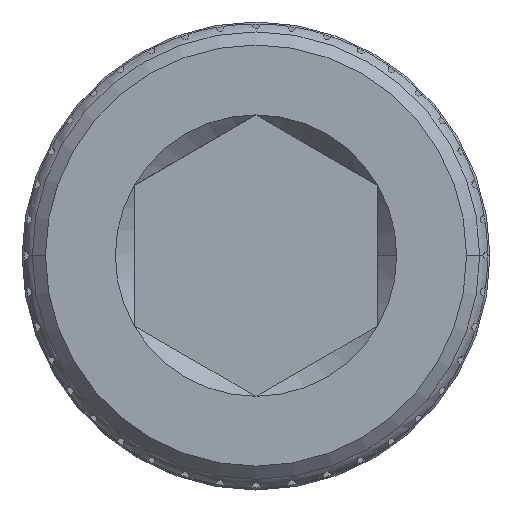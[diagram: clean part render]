
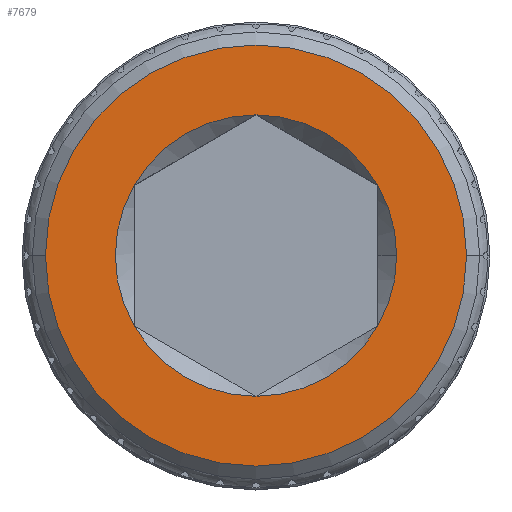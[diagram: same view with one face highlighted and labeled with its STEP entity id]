
A CAD part, top view. The second image highlights one B-rep face of the part: STEP entity #7679.
In plain terms, the highlighted planar face has unit normal (0, 0, 1).
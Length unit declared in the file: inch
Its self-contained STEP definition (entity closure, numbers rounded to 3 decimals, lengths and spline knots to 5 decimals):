
#322 = CARTESIAN_POINT ( 'NONE',  ( -0.07031, 0.04059, 0.832 ) ) ;
#411 = CARTESIAN_POINT ( 'NONE',  ( 0., 0.08119, 0.832 ) ) ;
#498 = DIRECTION ( 'NONE',  ( 1., 0., 0. ) ) ;
#533 = ORIENTED_EDGE ( 'NONE', *, *, #11325, .F. ) ;
#589 = DIRECTION ( 'NONE',  ( 0., 0., 1. ) ) ;
#603 = CARTESIAN_POINT ( 'NONE',  ( 0., 0., 0.832 ) ) ;
#700 = EDGE_LOOP ( 'NONE', ( #10498, #11008 ) ) ;
#718 = DIRECTION ( 'NONE',  ( 0., 0., 1. ) ) ;
#735 = PLANE ( 'NONE',  #1699 ) ;
#1026 = DIRECTION ( 'NONE',  ( 0., 0., 1. ) ) ;
#1399 = EDGE_CURVE ( 'NONE', #12080, #12939, #12660, .T. ) ;
#1636 = ORIENTED_EDGE ( 'NONE', *, *, #10301, .F. ) ;
#1699 = AXIS2_PLACEMENT_3D ( 'NONE', #603, #8094, #8003 ) ;
#1762 = DIRECTION ( 'NONE',  ( 1., 0., 0. ) ) ;
#1778 = EDGE_LOOP ( 'NONE', ( #11659, #1636, #13519, #533, #8037, #8923, #6207 ) ) ;
#1812 = DIRECTION ( 'NONE',  ( -1., 0., 0. ) ) ;
#1999 = CARTESIAN_POINT ( 'NONE',  ( 0., 0., 0.832 ) ) ;
#2031 = DIRECTION ( 'NONE',  ( 1., 0., 0. ) ) ;
#2055 = AXIS2_PLACEMENT_3D ( 'NONE', #11367, #1026, #2031 ) ;
#2338 = FACE_OUTER_BOUND ( 'NONE', #700, .T. ) ;
#2834 = DIRECTION ( 'NONE',  ( 1., 0., 0. ) ) ;
#3451 = VERTEX_POINT ( 'NONE', #4756 ) ;
#3591 = CARTESIAN_POINT ( 'NONE',  ( 0., 0., 0.832 ) ) ;
#3605 = CARTESIAN_POINT ( 'NONE',  ( 0.07031, 0.04059, 0.832 ) ) ;
#3714 = DIRECTION ( 'NONE',  ( 1., 0., 0. ) ) ;
#3852 = DIRECTION ( 'NONE',  ( 0., 0., 1. ) ) ;
#3911 = CARTESIAN_POINT ( 'NONE',  ( 0., -0.08119, 0.832 ) ) ;
#3928 = AXIS2_PLACEMENT_3D ( 'NONE', #11321, #9207, #2834 ) ;
#3994 = DIRECTION ( 'NONE',  ( -1., 0., 0. ) ) ;
#4083 = DIRECTION ( 'NONE',  ( 0., 0., 1. ) ) ;
#4209 = VERTEX_POINT ( 'NONE', #10211 ) ;
#4518 = AXIS2_PLACEMENT_3D ( 'NONE', #4669, #589, #498 ) ;
#4669 = CARTESIAN_POINT ( 'NONE',  ( 0., 0., 0.832 ) ) ;
#4756 = CARTESIAN_POINT ( 'NONE',  ( 0.08119, 0., 0.832 ) ) ;
#4838 = CIRCLE ( 'NONE', #4518, 0.08119 ) ;
#5209 = AXIS2_PLACEMENT_3D ( 'NONE', #10163, #3852, #3714 ) ;
#5302 = DIRECTION ( 'NONE',  ( 1., 0., 0. ) ) ;
#5720 = AXIS2_PLACEMENT_3D ( 'NONE', #13269, #718, #1762 ) ;
#5858 = CIRCLE ( 'NONE', #6072, 0.08119 ) ;
#5921 = EDGE_CURVE ( 'NONE', #9535, #4209, #12745, .T. ) ;
#6072 = AXIS2_PLACEMENT_3D ( 'NONE', #3591, #10968, #9760 ) ;
#6202 = AXIS2_PLACEMENT_3D ( 'NONE', #1999, #4083, #3994 ) ;
#6207 = ORIENTED_EDGE ( 'NONE', *, *, #9463, .F. ) ;
#6778 = CARTESIAN_POINT ( 'NONE',  ( -0.1215, 0., 0.832 ) ) ;
#7679 = ADVANCED_FACE ( 'NONE', ( #11081, #2338 ), #735, .F. ) ;
#7684 = VERTEX_POINT ( 'NONE', #3911 ) ;
#7812 = EDGE_CURVE ( 'NONE', #12939, #12080, #10561, .T. ) ;
#7939 = CIRCLE ( 'NONE', #2055, 0.08119 ) ;
#8003 = DIRECTION ( 'NONE',  ( -1., 0., 0. ) ) ;
#8013 = EDGE_CURVE ( 'NONE', #10737, #3451, #4838, .T. ) ;
#8037 = ORIENTED_EDGE ( 'NONE', *, *, #8013, .F. ) ;
#8094 = DIRECTION ( 'NONE',  ( 0., 0., -1. ) ) ;
#8221 = DIRECTION ( 'NONE',  ( 0., 0., 1. ) ) ;
#8472 = CIRCLE ( 'NONE', #12727, 0.08119 ) ;
#8923 = ORIENTED_EDGE ( 'NONE', *, *, #13111, .F. ) ;
#9207 = DIRECTION ( 'NONE',  ( 0., 0., 1. ) ) ;
#9257 = CIRCLE ( 'NONE', #5720, 0.08119 ) ;
#9463 = EDGE_CURVE ( 'NONE', #4209, #7684, #7939, .T. ) ;
#9535 = VERTEX_POINT ( 'NONE', #322 ) ;
#9545 = DIRECTION ( 'NONE',  ( 0., 0., 1. ) ) ;
#9760 = DIRECTION ( 'NONE',  ( 1., 0., 0. ) ) ;
#10134 = CARTESIAN_POINT ( 'NONE',  ( 0., 0., 0.832 ) ) ;
#10163 = CARTESIAN_POINT ( 'NONE',  ( 0., 0., 0.832 ) ) ;
#10211 = CARTESIAN_POINT ( 'NONE',  ( -0.07031, -0.04059, 0.832 ) ) ;
#10301 = EDGE_CURVE ( 'NONE', #12297, #9535, #12457, .T. ) ;
#10498 = ORIENTED_EDGE ( 'NONE', *, *, #7812, .T. ) ;
#10561 = CIRCLE ( 'NONE', #6202, 0.1215 ) ;
#10727 = CARTESIAN_POINT ( 'NONE',  ( 0.1215, 0., 0.832 ) ) ;
#10737 = VERTEX_POINT ( 'NONE', #12226 ) ;
#10968 = DIRECTION ( 'NONE',  ( 0., 0., 1. ) ) ;
#11008 = ORIENTED_EDGE ( 'NONE', *, *, #1399, .T. ) ;
#11081 = FACE_BOUND ( 'NONE', #1778, .T. ) ;
#11321 = CARTESIAN_POINT ( 'NONE',  ( 0., 0., 0.832 ) ) ;
#11325 = EDGE_CURVE ( 'NONE', #3451, #13620, #8472, .T. ) ;
#11367 = CARTESIAN_POINT ( 'NONE',  ( 0., 0., 0.832 ) ) ;
#11659 = ORIENTED_EDGE ( 'NONE', *, *, #5921, .F. ) ;
#12080 = VERTEX_POINT ( 'NONE', #10727 ) ;
#12222 = EDGE_CURVE ( 'NONE', #13620, #12297, #5858, .T. ) ;
#12226 = CARTESIAN_POINT ( 'NONE',  ( 0.07031, -0.04059, 0.832 ) ) ;
#12297 = VERTEX_POINT ( 'NONE', #411 ) ;
#12363 = AXIS2_PLACEMENT_3D ( 'NONE', #12485, #8221, #1812 ) ;
#12457 = CIRCLE ( 'NONE', #3928, 0.08119 ) ;
#12485 = CARTESIAN_POINT ( 'NONE',  ( 0., 0., 0.832 ) ) ;
#12660 = CIRCLE ( 'NONE', #12363, 0.1215 ) ;
#12727 = AXIS2_PLACEMENT_3D ( 'NONE', #10134, #9545, #5302 ) ;
#12745 = CIRCLE ( 'NONE', #5209, 0.08119 ) ;
#12939 = VERTEX_POINT ( 'NONE', #6778 ) ;
#13111 = EDGE_CURVE ( 'NONE', #7684, #10737, #9257, .T. ) ;
#13269 = CARTESIAN_POINT ( 'NONE',  ( 0., 0., 0.832 ) ) ;
#13519 = ORIENTED_EDGE ( 'NONE', *, *, #12222, .F. ) ;
#13620 = VERTEX_POINT ( 'NONE', #3605 ) ;
